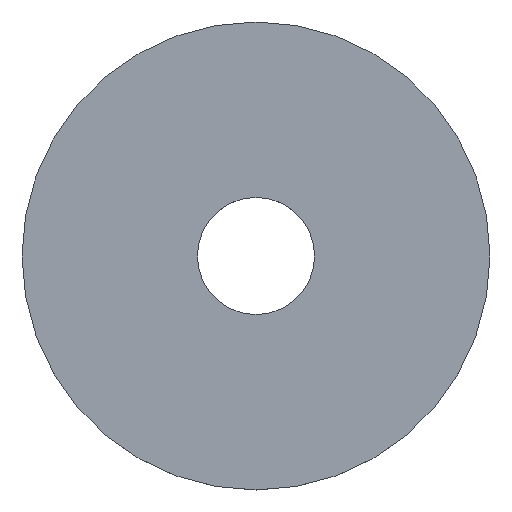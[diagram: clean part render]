
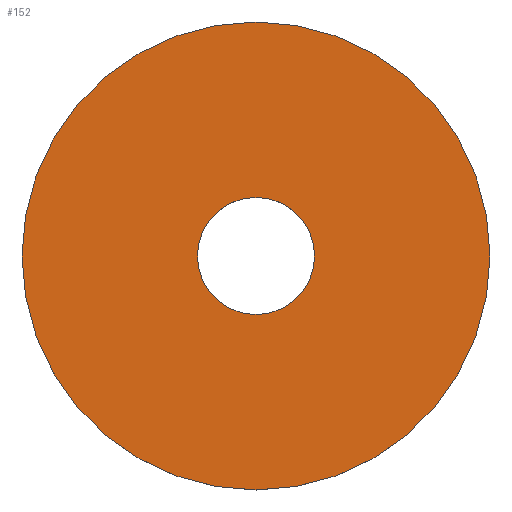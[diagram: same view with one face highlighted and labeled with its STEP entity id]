
A CAD part, top view. The second image highlights one B-rep face of the part: STEP entity #152.
In plain terms, the highlighted planar face has unit normal (0, 0, 1).
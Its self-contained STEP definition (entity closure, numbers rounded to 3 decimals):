
#4 = CARTESIAN_POINT ( 'NONE',  ( 0., 0., 1.4 ) ) ;
#20 = EDGE_LOOP ( 'NONE', ( #30 ) ) ;
#29 = CIRCLE ( 'NONE', #98, 5. ) ;
#30 = ORIENTED_EDGE ( 'NONE', *, *, #49, .F. ) ;
#31 = ORIENTED_EDGE ( 'NONE', *, *, #123, .T. ) ;
#40 = DIRECTION ( 'NONE',  ( 0., -1., 0. ) ) ;
#49 = EDGE_CURVE ( 'NONE', #52, #52, #81, .T. ) ;
#51 = CARTESIAN_POINT ( 'NONE',  ( 0., 0., 1.4 ) ) ;
#52 = VERTEX_POINT ( 'NONE', #138 ) ;
#60 = DIRECTION ( 'NONE',  ( 0., 0., -1. ) ) ;
#81 = CIRCLE ( 'NONE', #119, 20. ) ;
#82 = EDGE_LOOP ( 'NONE', ( #31 ) ) ;
#95 = DIRECTION ( 'NONE',  ( 0., 1., 0. ) ) ;
#98 = AXIS2_PLACEMENT_3D ( 'NONE', #4, #60, #108 ) ;
#101 = VERTEX_POINT ( 'NONE', #114 ) ;
#108 = DIRECTION ( 'NONE',  ( 0., 1., 0. ) ) ;
#112 = CARTESIAN_POINT ( 'NONE',  ( 0., 5., 1.4 ) ) ;
#114 = CARTESIAN_POINT ( 'NONE',  ( 0., 5., 1.4 ) ) ;
#119 = AXIS2_PLACEMENT_3D ( 'NONE', #51, #148, #95 ) ;
#123 = EDGE_CURVE ( 'NONE', #101, #101, #29, .T. ) ;
#126 = FACE_OUTER_BOUND ( 'NONE', #20, .T. ) ;
#127 = DIRECTION ( 'NONE',  ( 0., 0., 1. ) ) ;
#137 = PLANE ( 'NONE',  #147 ) ;
#138 = CARTESIAN_POINT ( 'NONE',  ( 0., 20., 1.4 ) ) ;
#147 = AXIS2_PLACEMENT_3D ( 'NONE', #112, #127, #40 ) ;
#148 = DIRECTION ( 'NONE',  ( 0., 0., -1. ) ) ;
#152 = ADVANCED_FACE ( 'NONE', ( #164, #126 ), #137, .T. ) ;
#164 = FACE_BOUND ( 'NONE', #82, .T. ) ;
